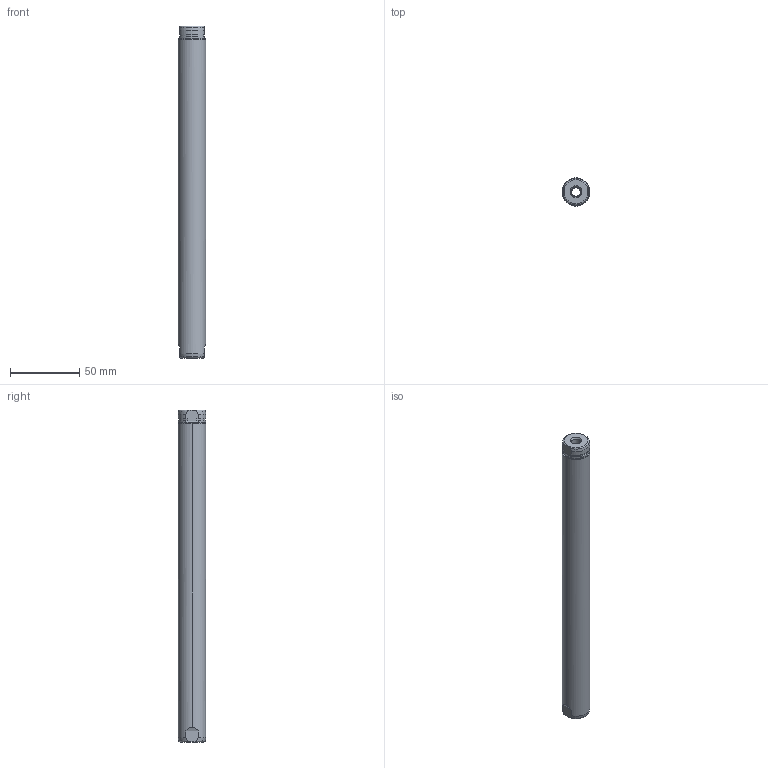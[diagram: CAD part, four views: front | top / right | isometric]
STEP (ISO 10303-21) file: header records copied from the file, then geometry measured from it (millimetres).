
FILE_DESCRIPTION (( 'STEP AP214' ), '1' );
FILE_NAME ('0186-0628_160421_PL01-20x240!180-HP-L.STEP', '2016-04-21T14:57:11', ( '' ), ( '' ), 'SwSTEP 2.0', 'SolidWorks 2016', '' );
FILE_SCHEMA (( 'AUTOMOTIVE_DESIGN' ));
Length unit declared in the file: millimetre
Products named in the file (1): 0186-0628_160421_PL01-20x240!180-HP-L
Bounding box: 20 x 20 x 240 mm (x, y, z)
Volume: 66935.2 mm3; surface area: 20531.4 mm2
Topology: 1 solids, 1 shells, 48 faces, 124 edges, 80 vertices
Faces by surface type: plane 18, cylinder 16, cone 10, torus 4
Entity records: 1650 total; most frequent: CARTESIAN_POINT 417, ORIENTED_EDGE 248, DIRECTION 242, EDGE_CURVE 124, AXIS2_PLACEMENT_3D 97, VERTEX_POINT 80, EDGE_LOOP 52, ADVANCED_FACE 48
